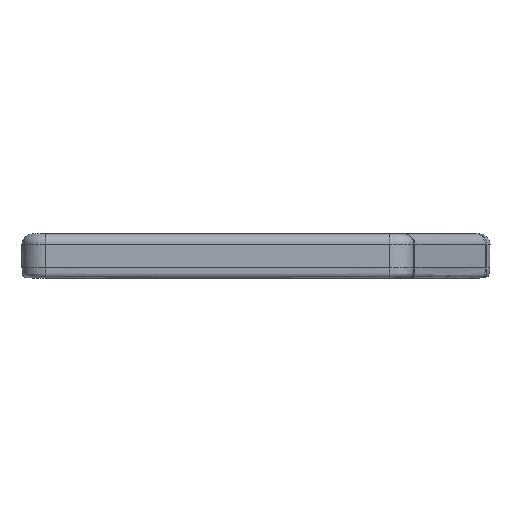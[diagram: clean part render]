
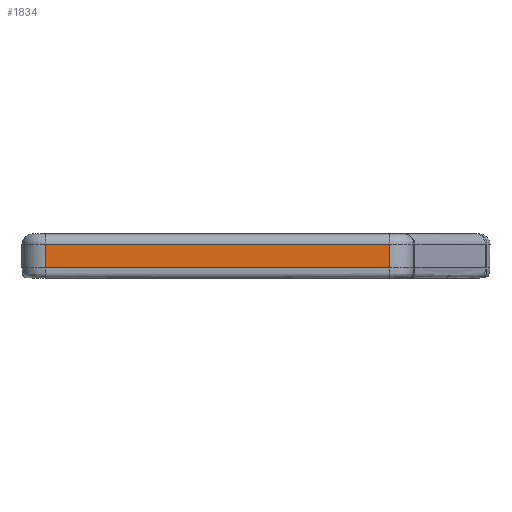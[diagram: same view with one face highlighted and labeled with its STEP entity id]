
A CAD part, left-side view. The second image highlights one B-rep face of the part: STEP entity #1834.
In plain terms, the highlighted planar face has unit normal (-1, 0, 0).
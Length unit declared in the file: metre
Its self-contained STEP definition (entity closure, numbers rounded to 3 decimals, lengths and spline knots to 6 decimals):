
#159=LINE('',#2676,#300);
#160=LINE('',#2685,#301);
#161=LINE('',#2687,#302);
#300=VECTOR('',#2142,1.);
#301=VECTOR('',#2147,1.);
#302=VECTOR('',#2148,1.);
#459=ORIENTED_EDGE('',*,*,#1004,.F.);
#460=ORIENTED_EDGE('',*,*,#1006,.T.);
#461=ORIENTED_EDGE('',*,*,#1007,.T.);
#462=ORIENTED_EDGE('',*,*,#1008,.T.);
#1004=EDGE_CURVE('',#1275,#1276,#159,.T.);
#1006=EDGE_CURVE('',#1275,#1277,#1441,.T.);
#1007=EDGE_CURVE('',#1277,#1278,#160,.T.);
#1008=EDGE_CURVE('',#1278,#1276,#161,.T.);
#1275=VERTEX_POINT('',#2675);
#1276=VERTEX_POINT('',#2677);
#1277=VERTEX_POINT('',#2684);
#1278=VERTEX_POINT('',#2686);
#1441=B_SPLINE_CURVE_WITH_KNOTS('',3,(#2680,#2681,#2682,#2683),
 .UNSPECIFIED.,.F.,.F.,(4,4),(0.,1.),.UNSPECIFIED.);
#1509=EDGE_LOOP('',(#459,#460,#461,#462));
#1645=FACE_BOUND('',#1509,.T.);
#1778=PLANE('',#1968);
#1834=ADVANCED_FACE('',(#1645),#1778,.F.);
#1968=AXIS2_PLACEMENT_3D('',#2679,#2145,#2146);
#2142=DIRECTION('',(0.,0.,1.));
#2145=DIRECTION('',(1.,0.,0.));
#2146=DIRECTION('',(0.,0.,-1.));
#2147=DIRECTION('',(0.,0.,1.));
#2148=DIRECTION('',(0.,1.,0.));
#2675=CARTESIAN_POINT('',(-0.19707,0.062231,-0.006));
#2676=CARTESIAN_POINT('',(-0.19707,0.062231,-0.009));
#2677=CARTESIAN_POINT('',(-0.19707,0.062231,0.001));
#2679=CARTESIAN_POINT('',(-0.19707,0.011427,-0.009));
#2680=CARTESIAN_POINT('',(-0.19707,0.062231,-0.006));
#2681=CARTESIAN_POINT('',(-0.19707,0.028362,-0.006));
#2682=CARTESIAN_POINT('',(-0.19707,-0.005507,-0.006));
#2683=CARTESIAN_POINT('',(-0.19707,-0.039376,-0.006));
#2684=CARTESIAN_POINT('',(-0.19707,-0.039376,-0.006));
#2685=CARTESIAN_POINT('',(-0.19707,-0.039376,-0.009));
#2686=CARTESIAN_POINT('',(-0.19707,-0.039376,0.001));
#2687=CARTESIAN_POINT('',(-0.19707,0.062231,0.001));
